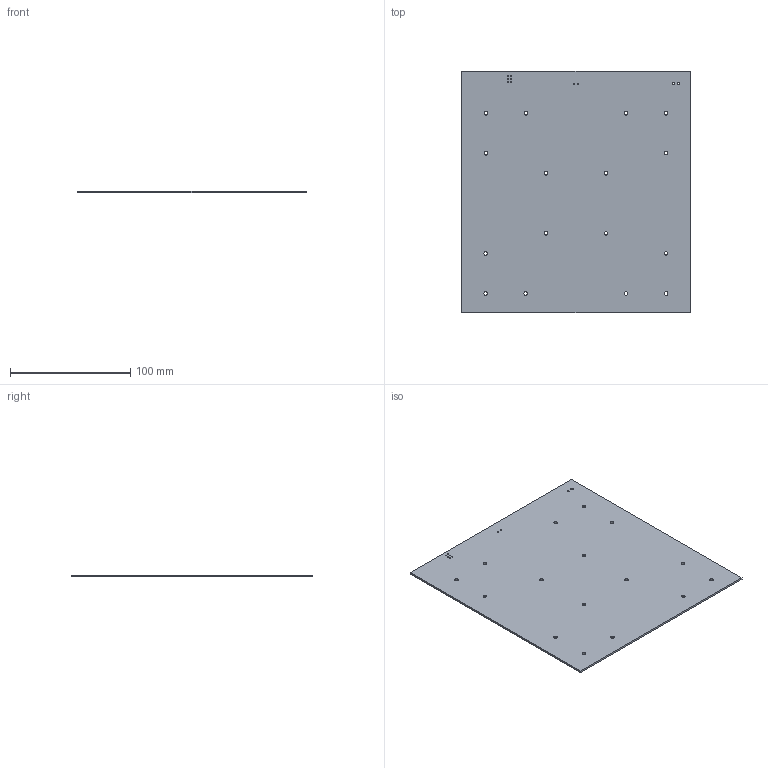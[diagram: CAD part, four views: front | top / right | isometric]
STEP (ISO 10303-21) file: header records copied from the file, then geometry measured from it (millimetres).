
FILE_DESCRIPTION(('KiCad electronic assembly'),'2;1');
FILE_NAME('backpannel_pcb_11x11_small.step','2023-03-12T17:48:42',( 'Pcbnew'),('Kicad'),'Open CASCADE STEP processor 7.5', 'KiCad to STEP converter','Unknown');
FILE_SCHEMA(('AUTOMOTIVE_DESIGN { 1 0 10303 214 1 1 1 1 }'));
Length unit declared in the file: millimetre
Products named in the file (2): backpannel_pcb_11x11_small 1; backpannel_pcb_11x11_small PCB
Assembly tree (1 placements, depth 2):
  backpannel_pcb_11x11_small 1
    backpannel_pcb_11x11_small PCB
Bounding box: 190 x 200.6 x 1.6 mm (x, y, z)
Volume: 60783.2 mm3; surface area: 77527.6 mm2
Topology: 1 solids, 1 shells, 35 faces, 99 edges, 66 vertices
Faces by surface type: cylinder 27, plane 8
Full cylindrical faces by diameter (mm): 0.8 x2, 1 x6, 2 x1, 3 x16
Entity records: 2767 total; most frequent: CARTESIAN_POINT 724, DIRECTION 371, ORIENTED_EDGE 198, PCURVE 198, DEFINITIONAL_REPRESENTATION 198, LINE 189, VECTOR 189, EDGE_CURVE 99
